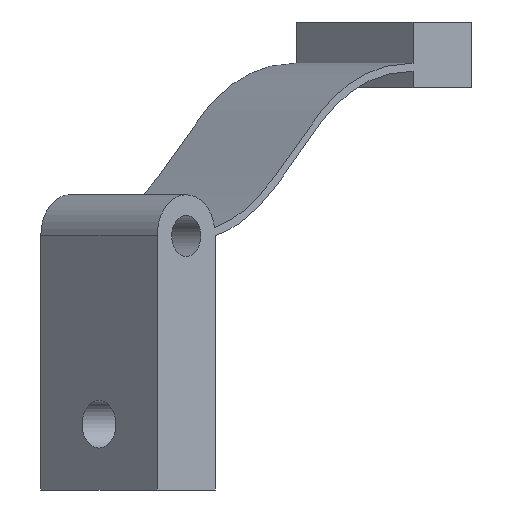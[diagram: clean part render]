
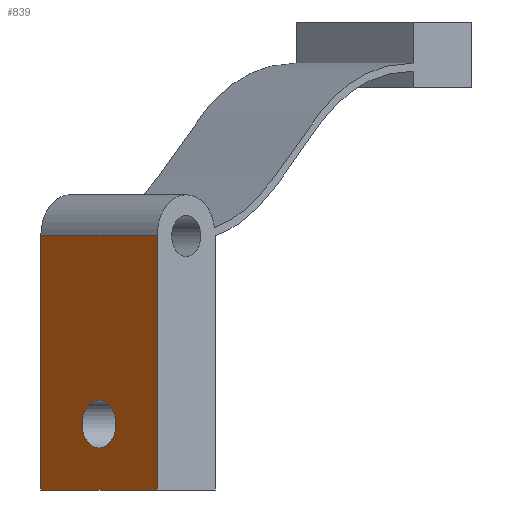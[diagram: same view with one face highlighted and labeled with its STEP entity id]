
A CAD part, front view. The second image highlights one B-rep face of the part: STEP entity #839.
In plain terms, the highlighted planar face has unit normal (-0.707, -0.707, 0).
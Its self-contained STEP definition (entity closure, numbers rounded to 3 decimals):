
#32 = PLANE('',#33);
#33 = AXIS2_PLACEMENT_3D('',#34,#35,#36);
#34 = CARTESIAN_POINT('',(-23.052,-30.123,
    -7.895));
#35 = DIRECTION('',(-0.707,0.707,0.));
#36 = DIRECTION('',(0.,0.,-1.));
#162 = VERTEX_POINT('',#163);
#163 = CARTESIAN_POINT('',(-42.144,-49.215,-33.6)
  );
#176 = PLANE('',#177);
#177 = AXIS2_PLACEMENT_3D('',#178,#179,#180);
#178 = CARTESIAN_POINT('',(-55.,-55.,-33.6));
#179 = DIRECTION('',(0.,0.,1.));
#180 = DIRECTION('',(1.,0.,-0.));
#187 = EDGE_CURVE('',#162,#188,#190,.T.);
#188 = VERTEX_POINT('',#189);
#189 = CARTESIAN_POINT('',(-42.144,-49.215,
    -18.145));
#190 = SURFACE_CURVE('',#191,(#195,#202),.PCURVE_S1.);
#191 = LINE('',#192,#193);
#192 = CARTESIAN_POINT('',(-42.144,-49.215,
    -68.145));
#193 = VECTOR('',#194,1.);
#194 = DIRECTION('',(0.,0.,1.));
#195 = PCURVE('',#32,#196);
#196 = DEFINITIONAL_REPRESENTATION('',(#197),#201);
#197 = LINE('',#198,#199);
#198 = CARTESIAN_POINT('',(60.25,27.));
#199 = VECTOR('',#200,1.);
#200 = DIRECTION('',(-1.,0.));
#201 = ( GEOMETRIC_REPRESENTATION_CONTEXT(2) 
PARAMETRIC_REPRESENTATION_CONTEXT() REPRESENTATION_CONTEXT('2D SPACE',''
  ) );
#202 = PCURVE('',#203,#208);
#203 = PLANE('',#204);
#204 = AXIS2_PLACEMENT_3D('',#205,#206,#207);
#205 = CARTESIAN_POINT('',(-42.144,-49.215,
    -68.145));
#206 = DIRECTION('',(-0.707,-0.707,0.));
#207 = DIRECTION('',(0.,0.,1.));
#208 = DEFINITIONAL_REPRESENTATION('',(#209),#213);
#209 = LINE('',#210,#211);
#210 = CARTESIAN_POINT('',(0.,0.));
#211 = VECTOR('',#212,1.);
#212 = DIRECTION('',(1.,0.));
#213 = ( GEOMETRIC_REPRESENTATION_CONTEXT(2) 
PARAMETRIC_REPRESENTATION_CONTEXT() REPRESENTATION_CONTEXT('2D SPACE',''
  ) );
#232 = CYLINDRICAL_SURFACE('',#233,2.5);
#233 = AXIS2_PLACEMENT_3D('',#234,#235,#236);
#234 = CARTESIAN_POINT('',(-40.376,-47.447,
    -18.145));
#235 = DIRECTION('',(-0.707,0.707,0.));
#236 = DIRECTION('',(0.,0.,-1.));
#465 = PLANE('',#466);
#466 = AXIS2_PLACEMENT_3D('',#467,#468,#469);
#467 = CARTESIAN_POINT('',(-30.123,-23.052,
    -7.895));
#468 = DIRECTION('',(0.707,-0.707,0.));
#469 = DIRECTION('',(0.,0.,1.));
#790 = VERTEX_POINT('',#791);
#791 = CARTESIAN_POINT('',(-49.215,-42.144,
    -18.145));
#817 = EDGE_CURVE('',#188,#790,#818,.T.);
#818 = SURFACE_CURVE('',#819,(#823,#830),.PCURVE_S1.);
#819 = LINE('',#820,#821);
#820 = CARTESIAN_POINT('',(-42.144,-49.215,
    -18.145));
#821 = VECTOR('',#822,1.);
#822 = DIRECTION('',(-0.707,0.707,0.));
#823 = PCURVE('',#232,#824);
#824 = DEFINITIONAL_REPRESENTATION('',(#825),#829);
#825 = LINE('',#826,#827);
#826 = CARTESIAN_POINT('',(1.571,0.));
#827 = VECTOR('',#828,1.);
#828 = DIRECTION('',(0.,1.));
#829 = ( GEOMETRIC_REPRESENTATION_CONTEXT(2) 
PARAMETRIC_REPRESENTATION_CONTEXT() REPRESENTATION_CONTEXT('2D SPACE',''
  ) );
#830 = PCURVE('',#203,#831);
#831 = DEFINITIONAL_REPRESENTATION('',(#832),#836);
#832 = LINE('',#833,#834);
#833 = CARTESIAN_POINT('',(50.,0.));
#834 = VECTOR('',#835,1.);
#835 = DIRECTION('',(0.,1.));
#836 = ( GEOMETRIC_REPRESENTATION_CONTEXT(2) 
PARAMETRIC_REPRESENTATION_CONTEXT() REPRESENTATION_CONTEXT('2D SPACE',''
  ) );
#839 = ADVANCED_FACE('',(#840,#886),#203,.T.);
#840 = FACE_BOUND('',#841,.T.);
#841 = EDGE_LOOP('',(#842,#865,#884,#885));
#842 = ORIENTED_EDGE('',*,*,#843,.F.);
#843 = EDGE_CURVE('',#844,#790,#846,.T.);
#844 = VERTEX_POINT('',#845);
#845 = CARTESIAN_POINT('',(-49.215,-42.144,-33.6)
  );
#846 = SURFACE_CURVE('',#847,(#851,#858),.PCURVE_S1.);
#847 = LINE('',#848,#849);
#848 = CARTESIAN_POINT('',(-49.215,-42.144,
    -68.145));
#849 = VECTOR('',#850,1.);
#850 = DIRECTION('',(0.,0.,1.));
#851 = PCURVE('',#203,#852);
#852 = DEFINITIONAL_REPRESENTATION('',(#853),#857);
#853 = LINE('',#854,#855);
#854 = CARTESIAN_POINT('',(0.,10.));
#855 = VECTOR('',#856,1.);
#856 = DIRECTION('',(1.,0.));
#857 = ( GEOMETRIC_REPRESENTATION_CONTEXT(2) 
PARAMETRIC_REPRESENTATION_CONTEXT() REPRESENTATION_CONTEXT('2D SPACE',''
  ) );
#858 = PCURVE('',#465,#859);
#859 = DEFINITIONAL_REPRESENTATION('',(#860),#864);
#860 = LINE('',#861,#862);
#861 = CARTESIAN_POINT('',(-60.25,27.));
#862 = VECTOR('',#863,1.);
#863 = DIRECTION('',(1.,0.));
#864 = ( GEOMETRIC_REPRESENTATION_CONTEXT(2) 
PARAMETRIC_REPRESENTATION_CONTEXT() REPRESENTATION_CONTEXT('2D SPACE',''
  ) );
#865 = ORIENTED_EDGE('',*,*,#866,.F.);
#866 = EDGE_CURVE('',#162,#844,#867,.T.);
#867 = SURFACE_CURVE('',#868,(#872,#878),.PCURVE_S1.);
#868 = LINE('',#869,#870);
#869 = CARTESIAN_POINT('',(-43.911,-47.447,-33.6)
  );
#870 = VECTOR('',#871,1.);
#871 = DIRECTION('',(-0.707,0.707,0.));
#872 = PCURVE('',#203,#873);
#873 = DEFINITIONAL_REPRESENTATION('',(#874),#877);
#874 = B_SPLINE_CURVE_WITH_KNOTS('',1,(#875,#876),.UNSPECIFIED.,.F.,.F.,
  (2,2),(-2.5,7.5),.PIECEWISE_BEZIER_KNOTS.);
#875 = CARTESIAN_POINT('',(34.545,0.));
#876 = CARTESIAN_POINT('',(34.545,10.));
#877 = ( GEOMETRIC_REPRESENTATION_CONTEXT(2) 
PARAMETRIC_REPRESENTATION_CONTEXT() REPRESENTATION_CONTEXT('2D SPACE',''
  ) );
#878 = PCURVE('',#176,#879);
#879 = DEFINITIONAL_REPRESENTATION('',(#880),#883);
#880 = B_SPLINE_CURVE_WITH_KNOTS('',1,(#881,#882),.UNSPECIFIED.,.F.,.F.,
  (2,2),(-2.5,7.5),.PIECEWISE_BEZIER_KNOTS.);
#881 = CARTESIAN_POINT('',(12.856,5.785));
#882 = CARTESIAN_POINT('',(5.785,12.856));
#883 = ( GEOMETRIC_REPRESENTATION_CONTEXT(2) 
PARAMETRIC_REPRESENTATION_CONTEXT() REPRESENTATION_CONTEXT('2D SPACE',''
  ) );
#884 = ORIENTED_EDGE('',*,*,#187,.T.);
#885 = ORIENTED_EDGE('',*,*,#817,.T.);
#886 = FACE_BOUND('',#887,.T.);
#887 = EDGE_LOOP('',(#888));
#888 = ORIENTED_EDGE('',*,*,#889,.T.);
#889 = EDGE_CURVE('',#890,#890,#892,.T.);
#890 = VERTEX_POINT('',#891);
#891 = CARTESIAN_POINT('',(-44.654,-46.704,-29.6)
  );
#892 = SURFACE_CURVE('',#893,(#898,#909),.PCURVE_S1.);
#893 = CIRCLE('',#894,1.45);
#894 = AXIS2_PLACEMENT_3D('',#895,#896,#897);
#895 = CARTESIAN_POINT('',(-45.679,-45.679,-29.6)
  );
#896 = DIRECTION('',(0.707,0.707,0.));
#897 = DIRECTION('',(0.707,-0.707,0.));
#898 = PCURVE('',#203,#899);
#899 = DEFINITIONAL_REPRESENTATION('',(#900),#908);
#900 = ( BOUNDED_CURVE() B_SPLINE_CURVE(2,(#901,#902,#903,#904,#905,#906
,#907),.UNSPECIFIED.,.T.,.F.) B_SPLINE_CURVE_WITH_KNOTS((1,2,2,2,2,1),(
    -2.094,0.,2.094,4.189,6.283,
8.378),.UNSPECIFIED.) CURVE() GEOMETRIC_REPRESENTATION_ITEM() 
RATIONAL_B_SPLINE_CURVE((1.,0.5,1.,0.5,1.,0.5,1.)) REPRESENTATION_ITEM(
  '') );
#901 = CARTESIAN_POINT('',(38.545,3.55));
#902 = CARTESIAN_POINT('',(36.033,3.55));
#903 = CARTESIAN_POINT('',(37.289,5.725));
#904 = CARTESIAN_POINT('',(38.545,7.9));
#905 = CARTESIAN_POINT('',(39.8,5.725));
#906 = CARTESIAN_POINT('',(41.056,3.55));
#907 = CARTESIAN_POINT('',(38.545,3.55));
#908 = ( GEOMETRIC_REPRESENTATION_CONTEXT(2) 
PARAMETRIC_REPRESENTATION_CONTEXT() REPRESENTATION_CONTEXT('2D SPACE',''
  ) );
#909 = PCURVE('',#910,#915);
#910 = CYLINDRICAL_SURFACE('',#911,1.45);
#911 = AXIS2_PLACEMENT_3D('',#912,#913,#914);
#912 = CARTESIAN_POINT('',(-47.093,-47.093,-29.6)
  );
#913 = DIRECTION('',(0.707,0.707,0.));
#914 = DIRECTION('',(0.707,-0.707,-0.));
#915 = DEFINITIONAL_REPRESENTATION('',(#916),#920);
#916 = LINE('',#917,#918);
#917 = CARTESIAN_POINT('',(0.,2.));
#918 = VECTOR('',#919,1.);
#919 = DIRECTION('',(1.,0.));
#920 = ( GEOMETRIC_REPRESENTATION_CONTEXT(2) 
PARAMETRIC_REPRESENTATION_CONTEXT() REPRESENTATION_CONTEXT('2D SPACE',''
  ) );
